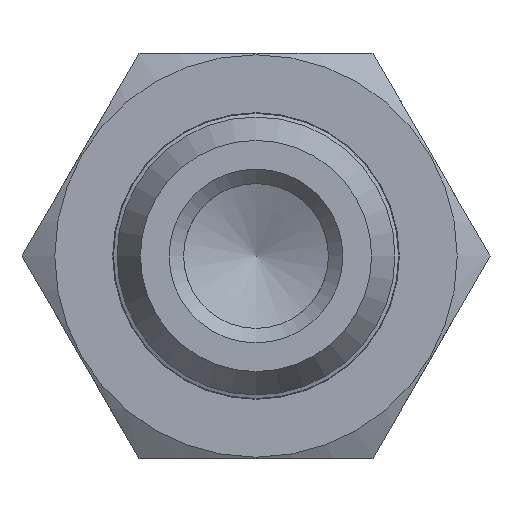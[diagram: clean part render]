
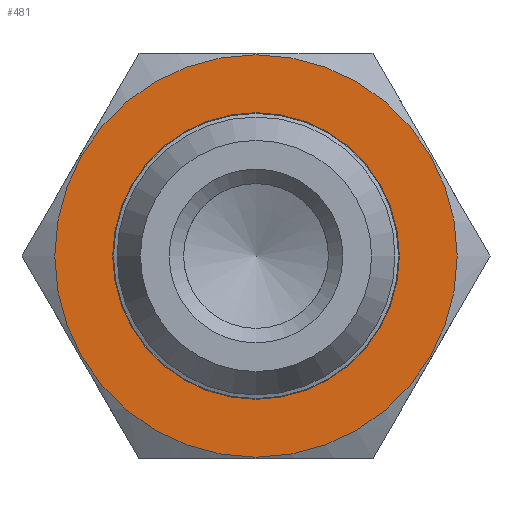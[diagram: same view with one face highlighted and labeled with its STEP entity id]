
A CAD part, front view. The second image highlights one B-rep face of the part: STEP entity #481.
In plain terms, the highlighted planar face has unit normal (0, -1, 0).
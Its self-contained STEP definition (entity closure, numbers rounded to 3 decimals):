
#61=PLANE('',#576);
#194=ORIENTED_EDGE('',*,*,#249,.F.);
#195=ORIENTED_EDGE('',*,*,#250,.T.);
#249=EDGE_CURVE('',#292,#292,#316,.T.);
#250=EDGE_CURVE('',#293,#293,#317,.T.);
#292=VERTEX_POINT('',#968);
#293=VERTEX_POINT('',#971);
#316=CIRCLE('',#575,4.95);
#317=CIRCLE('',#577,6.95);
#373=EDGE_LOOP('',(#194));
#374=EDGE_LOOP('',(#195));
#434=FACE_BOUND('',#373,.T.);
#435=FACE_BOUND('',#374,.T.);
#481=ADVANCED_FACE('',(#434,#435),#61,.T.);
#575=AXIS2_PLACEMENT_3D('',#967,#698,#699);
#576=AXIS2_PLACEMENT_3D('',#969,#700,#701);
#577=AXIS2_PLACEMENT_3D('',#970,#702,#703);
#698=DIRECTION('',(0.,-1.,0.));
#699=DIRECTION('',(0.,0.,-1.));
#700=DIRECTION('',(0.,-1.,0.));
#701=DIRECTION('',(0.,0.,-1.));
#702=DIRECTION('',(0.,-1.,0.));
#703=DIRECTION('',(0.,0.,-1.));
#967=CARTESIAN_POINT('',(0.,6.5,0.));
#968=CARTESIAN_POINT('',(0.,6.5,-4.95));
#969=CARTESIAN_POINT('',(4.95,6.5,0.));
#970=CARTESIAN_POINT('',(0.,6.5,0.));
#971=CARTESIAN_POINT('',(0.,6.5,-6.95));
